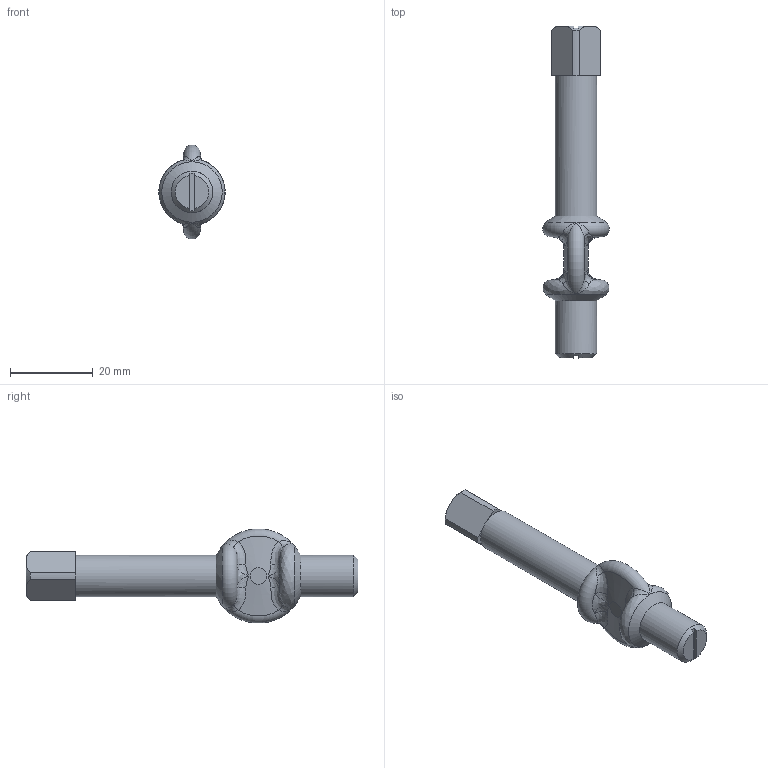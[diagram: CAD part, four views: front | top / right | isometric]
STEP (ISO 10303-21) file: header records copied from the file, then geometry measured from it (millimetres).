
FILE_DESCRIPTION((''),'2;1');
FILE_NAME('57501100X.stp','2010-10-21T13:30:01',('thilbrands'),(''),'Autodesk Inventor 2008','Autodesk Inventor 2008','');
FILE_SCHEMA(('AUTOMOTIVE_DESIGN { 1 0 10303 214 1 1 1 1 }'));
Length unit declared in the file: millimetre
Products named in the file (1): 57501100X
Bounding box: 16 x 80 x 22.63 mm (x, y, z)
Volume: 7425 mm3; surface area: 3503.3 mm2
Topology: 1 solids, 1 shells, 80 faces, 202 edges, 109 vertices
Faces by surface type: bspline 33, plane 27, cone 9, cylinder 6, torus 4, sphere 1
Full cylindrical faces by diameter (mm): 10 x2
Entity records: 4904 total; most frequent: CARTESIAN_POINT 3368, ORIENTED_EDGE 342, DIRECTION 264, EDGE_CURVE 171, AXIS2_PLACEMENT_3D 114, VERTEX_POINT 103, EDGE_LOOP 88, FACE_OUTER_BOUND 79
